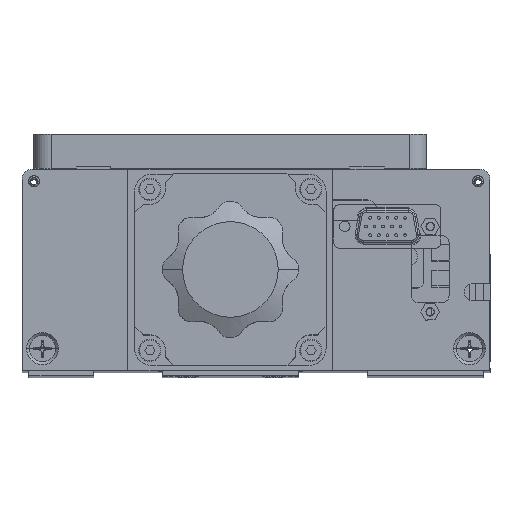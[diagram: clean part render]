
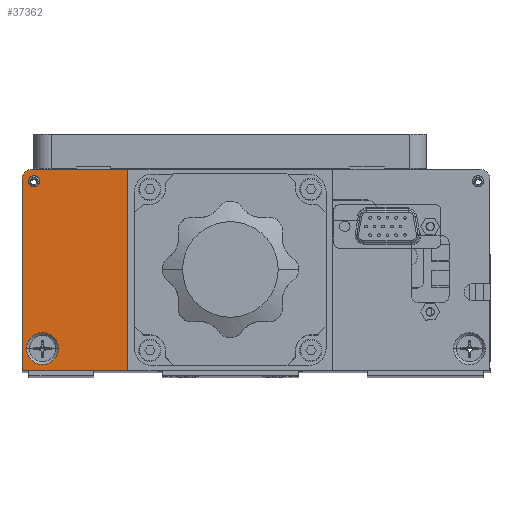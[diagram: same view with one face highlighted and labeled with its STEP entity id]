
A CAD part, top view. The second image highlights one B-rep face of the part: STEP entity #37362.
In plain terms, the highlighted planar face has unit normal (0, 0, 1).
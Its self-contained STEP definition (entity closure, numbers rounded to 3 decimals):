
#145 = VECTOR ( 'NONE', #22199, 1000. ) ;
#499 = AXIS2_PLACEMENT_3D ( 'NONE', #38906, #18327, #42345 ) ;
#1179 = DIRECTION ( 'NONE',  ( 0., 0., 1. ) ) ;
#2282 = EDGE_CURVE ( 'NONE', #4282, #33082, #17403, .T. ) ;
#3480 = DIRECTION ( 'NONE',  ( 0., 0., 1. ) ) ;
#4101 = LINE ( 'NONE', #9234, #12161 ) ;
#4282 = VERTEX_POINT ( 'NONE', #6813 ) ;
#4659 = ORIENTED_EDGE ( 'NONE', *, *, #26401, .T. ) ;
#6084 = CIRCLE ( 'NONE', #27723, 4.7 ) ;
#6119 = CARTESIAN_POINT ( 'NONE',  ( -40.28, -8.604, 102.239 ) ) ;
#6351 = DIRECTION ( 'NONE',  ( -1., 0., 0. ) ) ;
#6774 = CIRCLE ( 'NONE', #32206, 4.7 ) ;
#6813 = CARTESIAN_POINT ( 'NONE',  ( -69.43, 46.896, 102.239 ) ) ;
#7005 = VECTOR ( 'NONE', #23716, 1000. ) ;
#7889 = VERTEX_POINT ( 'NONE', #6119 ) ;
#9234 = CARTESIAN_POINT ( 'NONE',  ( -40.28, 50.396, 102.239 ) ) ;
#9598 = EDGE_CURVE ( 'NONE', #40182, #22624, #6774, .T. ) ;
#9599 = CARTESIAN_POINT ( 'NONE',  ( -40.28, 50.396, 102.239 ) ) ;
#9718 = EDGE_CURVE ( 'NONE', #21428, #37624, #4101, .T. ) ;
#10449 = CARTESIAN_POINT ( 'NONE',  ( -68.28, 47.396, 102.239 ) ) ;
#10603 = CARTESIAN_POINT ( 'NONE',  ( -71.28, -8.604, 102.239 ) ) ;
#11364 = CARTESIAN_POINT ( 'NONE',  ( -60.58, -2.104, 102.239 ) ) ;
#12161 = VECTOR ( 'NONE', #6351, 1000. ) ;
#12264 = EDGE_CURVE ( 'NONE', #22624, #40182, #6084, .T. ) ;
#13510 = VERTEX_POINT ( 'NONE', #10603 ) ;
#13662 = DIRECTION ( 'NONE',  ( 1., 0., 0. ) ) ;
#13906 = ORIENTED_EDGE ( 'NONE', *, *, #9598, .F. ) ;
#13922 = DIRECTION ( 'NONE',  ( 1., 0., 0. ) ) ;
#14427 = CIRCLE ( 'NONE', #499, 1.65 ) ;
#14658 = CARTESIAN_POINT ( 'NONE',  ( -66.13, 46.896, 102.239 ) ) ;
#15226 = CARTESIAN_POINT ( 'NONE',  ( -68.28, 50.396, 102.239 ) ) ;
#15452 = DIRECTION ( 'NONE',  ( 0., -1., 0. ) ) ;
#17284 = LINE ( 'NONE', #37437, #7005 ) ;
#17377 = EDGE_CURVE ( 'NONE', #13510, #7889, #26444, .T. ) ;
#17403 = CIRCLE ( 'NONE', #21248, 1.65 ) ;
#18241 = FACE_BOUND ( 'NONE', #29916, .T. ) ;
#18327 = DIRECTION ( 'NONE',  ( 0., 0., 1. ) ) ;
#18913 = ORIENTED_EDGE ( 'NONE', *, *, #31918, .T. ) ;
#19080 = DIRECTION ( 'NONE',  ( 1., 0., 0. ) ) ;
#19425 = EDGE_CURVE ( 'NONE', #33082, #4282, #14427, .T. ) ;
#19769 = CARTESIAN_POINT ( 'NONE',  ( -69.98, -2.104, 102.239 ) ) ;
#20382 = FACE_BOUND ( 'NONE', #21417, .T. ) ;
#21248 = AXIS2_PLACEMENT_3D ( 'NONE', #34810, #21288, #19080 ) ;
#21288 = DIRECTION ( 'NONE',  ( 0., 0., 1. ) ) ;
#21417 = EDGE_LOOP ( 'NONE', ( #13906, #43829 ) ) ;
#21428 = VERTEX_POINT ( 'NONE', #9599 ) ;
#21740 = CARTESIAN_POINT ( 'NONE',  ( -68.28, 47.396, 102.239 ) ) ;
#21938 = ORIENTED_EDGE ( 'NONE', *, *, #2282, .F. ) ;
#22136 = VERTEX_POINT ( 'NONE', #30828 ) ;
#22199 = DIRECTION ( 'NONE',  ( 1., 0., 0. ) ) ;
#22624 = VERTEX_POINT ( 'NONE', #19769 ) ;
#22638 = AXIS2_PLACEMENT_3D ( 'NONE', #10449, #34578, #13922 ) ;
#22655 = CARTESIAN_POINT ( 'NONE',  ( -65.28, -2.104, 102.239 ) ) ;
#23716 = DIRECTION ( 'NONE',  ( 0., 1., 0. ) ) ;
#25162 = DIRECTION ( 'NONE',  ( 1., 0., 0. ) ) ;
#25724 = ORIENTED_EDGE ( 'NONE', *, *, #34169, .T. ) ;
#26270 = ORIENTED_EDGE ( 'NONE', *, *, #17377, .T. ) ;
#26401 = EDGE_CURVE ( 'NONE', #37624, #22136, #28741, .T. ) ;
#26444 = LINE ( 'NONE', #42800, #145 ) ;
#27091 = ORIENTED_EDGE ( 'NONE', *, *, #19425, .F. ) ;
#27371 = FACE_OUTER_BOUND ( 'NONE', #32041, .T. ) ;
#27466 = CARTESIAN_POINT ( 'NONE',  ( -65.28, -2.104, 102.239 ) ) ;
#27723 = AXIS2_PLACEMENT_3D ( 'NONE', #22655, #36932, #41090 ) ;
#28741 = CIRCLE ( 'NONE', #34218, 3. ) ;
#29916 = EDGE_LOOP ( 'NONE', ( #21938, #27091 ) ) ;
#30828 = CARTESIAN_POINT ( 'NONE',  ( -71.28, 47.396, 102.239 ) ) ;
#31918 = EDGE_CURVE ( 'NONE', #22136, #13510, #33356, .T. ) ;
#31983 = ORIENTED_EDGE ( 'NONE', *, *, #9718, .T. ) ;
#32041 = EDGE_LOOP ( 'NONE', ( #4659, #18913, #26270, #25724, #31983 ) ) ;
#32206 = AXIS2_PLACEMENT_3D ( 'NONE', #27466, #3480, #13662 ) ;
#32267 = VECTOR ( 'NONE', #15452, 1000. ) ;
#33082 = VERTEX_POINT ( 'NONE', #14658 ) ;
#33356 = LINE ( 'NONE', #39524, #32267 ) ;
#34169 = EDGE_CURVE ( 'NONE', #7889, #21428, #17284, .T. ) ;
#34218 = AXIS2_PLACEMENT_3D ( 'NONE', #21740, #1179, #25162 ) ;
#34578 = DIRECTION ( 'NONE',  ( 0., 0., 1. ) ) ;
#34810 = CARTESIAN_POINT ( 'NONE',  ( -67.78, 46.896, 102.239 ) ) ;
#36932 = DIRECTION ( 'NONE',  ( 0., 0., 1. ) ) ;
#37362 = ADVANCED_FACE ( 'NONE', ( #20382, #27371, #18241 ), #41239, .T. ) ;
#37437 = CARTESIAN_POINT ( 'NONE',  ( -40.28, 50.396, 102.239 ) ) ;
#37624 = VERTEX_POINT ( 'NONE', #15226 ) ;
#38906 = CARTESIAN_POINT ( 'NONE',  ( -67.78, 46.896, 102.239 ) ) ;
#39524 = CARTESIAN_POINT ( 'NONE',  ( -71.28, 47.396, 102.239 ) ) ;
#40182 = VERTEX_POINT ( 'NONE', #11364 ) ;
#41090 = DIRECTION ( 'NONE',  ( 1., 0., 0. ) ) ;
#41239 = PLANE ( 'NONE',  #22638 ) ;
#42345 = DIRECTION ( 'NONE',  ( 1., 0., 0. ) ) ;
#42800 = CARTESIAN_POINT ( 'NONE',  ( -40.28, -8.604, 102.239 ) ) ;
#43829 = ORIENTED_EDGE ( 'NONE', *, *, #12264, .F. ) ;
